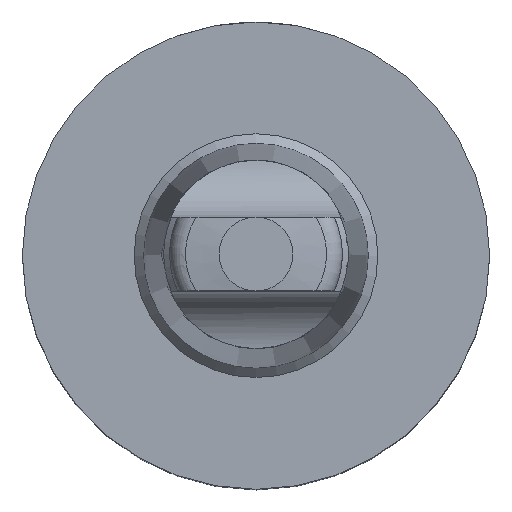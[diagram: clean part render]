
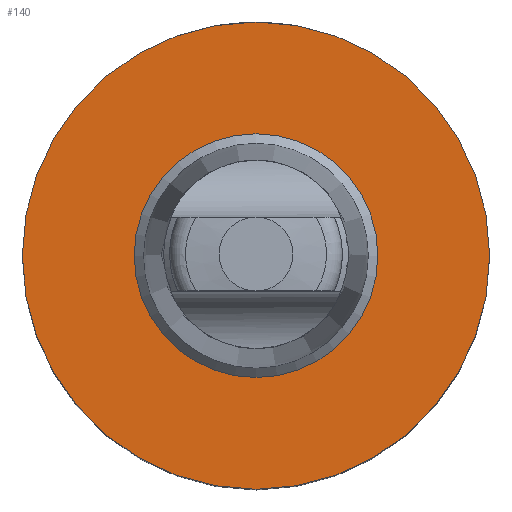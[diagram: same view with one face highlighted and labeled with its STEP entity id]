
A CAD part, top view. The second image highlights one B-rep face of the part: STEP entity #140.
In plain terms, the highlighted planar face has unit normal (0, 0, 1).
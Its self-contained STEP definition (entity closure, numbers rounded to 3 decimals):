
#140=ADVANCED_FACE('240[2]',(#339,#340),#341,.T.);
#169=EDGE_CURVE('240[2]',#384,#384,#385,.T.);
#218=EDGE_CURVE('240[2]',#441,#441,#442,.T.);
#339=FACE_OUTER_BOUND('',#748,.T.);
#340=FACE_BOUND('',#749,.T.);
#341=PLANE('',#750);
#384=VERTEX_POINT('',#872);
#385=CIRCLE('',#873,13.038);
#441=VERTEX_POINT('',#1069);
#442=CIRCLE('',#1070,25.0);
#748=EDGE_LOOP('',(#1222));
#749=EDGE_LOOP('',(#1223));
#750=AXIS2_PLACEMENT_3D('',#1224,#1225,#1226);
#872=CARTESIAN_POINT('',(-13.038,0.,-5.0));
#873=AXIS2_PLACEMENT_3D('',#1285,#1286,#1287);
#1069=CARTESIAN_POINT('',(-25.0,0.,-5.0));
#1070=AXIS2_PLACEMENT_3D('',#1337,#1338,#1339);
#1222=ORIENTED_EDGE('',*,*,#218,.F.);
#1223=ORIENTED_EDGE('',*,*,#169,.F.);
#1224=CARTESIAN_POINT('',(-18.519,0.,-5.0));
#1225=DIRECTION('',(0.,0.,1.0));
#1226=DIRECTION('',(0.,1.0,0.0));
#1285=CARTESIAN_POINT('',(0.,0.,-5.0));
#1286=DIRECTION('',(0.,0.,1.0));
#1287=DIRECTION('',(1.0,0.,0.));
#1337=CARTESIAN_POINT('',(0.,0.,-5.0));
#1338=DIRECTION('',(0.,0.,-1.0));
#1339=DIRECTION('',(-1.0,0.,0.));
